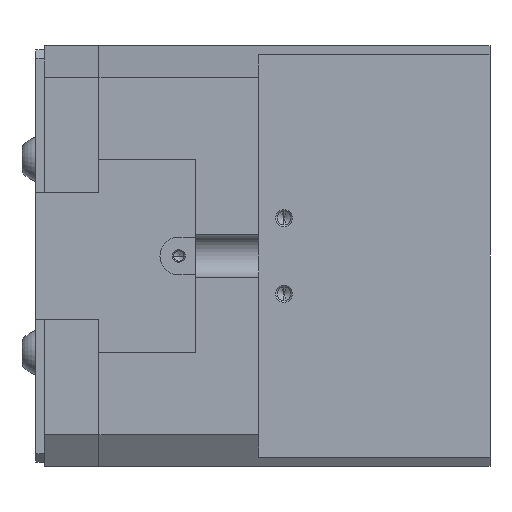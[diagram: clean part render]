
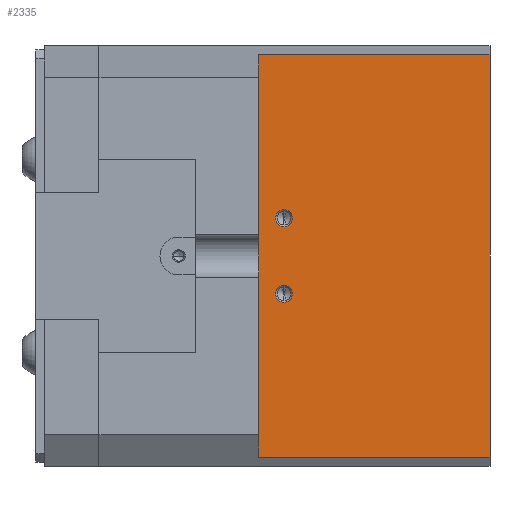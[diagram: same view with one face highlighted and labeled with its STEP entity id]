
A CAD part, left-side view. The second image highlights one B-rep face of the part: STEP entity #2335.
In plain terms, the highlighted planar face has unit normal (-1, 0, 0).
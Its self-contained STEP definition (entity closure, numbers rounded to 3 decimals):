
#2281 = VERTEX_POINT( '', #6687 );
#2335 = ADVANCED_FACE( '', ( #6747, #6748, #6749 ), #6750, .F. );
#2785 = EDGE_CURVE( '', #6551, #6433, #7242, .T. );
#3157 = VERTEX_POINT( '', #7661 );
#3299 = EDGE_CURVE( '', #4547, #6423, #7820, .T. );
#3575 = VERTEX_POINT( '', #8125 );
#3589 = VERTEX_POINT( '', #8141 );
#3777 = VERTEX_POINT( '', #8354 );
#4167 = EDGE_CURVE( '', #3777, #3575, #8776, .T. );
#4327 = EDGE_CURVE( '', #3157, #2281, #8954, .T. );
#4547 = VERTEX_POINT( '', #9200 );
#4731 = EDGE_CURVE( '', #2281, #4547, #9413, .T. );
#4889 = EDGE_CURVE( '', #6423, #3589, #9583, .T. );
#4943 = EDGE_CURVE( '', #3575, #3777, #9641, .T. );
#5915 = EDGE_CURVE( '', #6433, #6551, #10746, .T. );
#6403 = EDGE_CURVE( '', #3157, #3589, #11279, .T. );
#6423 = VERTEX_POINT( '', #11301 );
#6433 = VERTEX_POINT( '', #11313 );
#6551 = VERTEX_POINT( '', #11450 );
#6687 = CARTESIAN_POINT( '', ( -80., 55., 47.859 ) );
#6747 = FACE_BOUND( '', #11719, .T. );
#6748 = FACE_BOUND( '', #11720, .T. );
#6749 = FACE_OUTER_BOUND( '', #11721, .T. );
#6750 = PLANE( '', #11722 );
#7242 = CIRCLE( '', #12472, 2. );
#7661 = CARTESIAN_POINT( '', ( -80., 0., 47.859 ) );
#7820 = LINE( '', #13270, #13271 );
#8125 = CARTESIAN_POINT( '', ( -80., 49., 7. ) );
#8141 = CARTESIAN_POINT( '', ( -80., 0., -47.859 ) );
#8354 = CARTESIAN_POINT( '', ( -80., 49., 11. ) );
#8776 = CIRCLE( '', #14658, 2. );
#8954 = LINE( '', #14935, #14936 );
#9200 = CARTESIAN_POINT( '', ( -80., 55., 0. ) );
#9413 = LINE( '', #15597, #15598 );
#9583 = LINE( '', #15831, #15832 );
#9641 = CIRCLE( '', #15926, 2. );
#10746 = CIRCLE( '', #17493, 2. );
#11279 = LINE( '', #18254, #18255 );
#11301 = CARTESIAN_POINT( '', ( -80., 55., -47.859 ) );
#11313 = CARTESIAN_POINT( '', ( -80., 49., -7. ) );
#11450 = CARTESIAN_POINT( '', ( -80., 49., -11. ) );
#11719 = EDGE_LOOP( '', ( #18742, #18743 ) );
#11720 = EDGE_LOOP( '', ( #18744, #18745 ) );
#11721 = EDGE_LOOP( '', ( #18746, #18747, #18748, #18749, #18750 ) );
#11722 = AXIS2_PLACEMENT_3D( '', #18751, #18752, #18753 );
#12472 = AXIS2_PLACEMENT_3D( '', #19262, #19263, #19264 );
#13270 = CARTESIAN_POINT( '', ( -80., 55., 60. ) );
#13271 = VECTOR( '', #19939, 1. );
#14658 = AXIS2_PLACEMENT_3D( '', #20967, #20968, #20969 );
#14935 = CARTESIAN_POINT( '', ( -80., 0., 47.859 ) );
#14936 = VECTOR( '', #21173, 1. );
#15597 = CARTESIAN_POINT( '', ( -80., 55., 60. ) );
#15598 = VECTOR( '', #21705, 1. );
#15831 = CARTESIAN_POINT( '', ( -80., 0., -47.859 ) );
#15832 = VECTOR( '', #21867, 1. );
#15926 = AXIS2_PLACEMENT_3D( '', #21926, #21927, #21928 );
#17493 = AXIS2_PLACEMENT_3D( '', #23278, #23279, #23280 );
#18254 = CARTESIAN_POINT( '', ( -80., 0., 55. ) );
#18255 = VECTOR( '', #23846, 1. );
#18742 = ORIENTED_EDGE( '', *, *, #2785, .T. );
#18743 = ORIENTED_EDGE( '', *, *, #5915, .T. );
#18744 = ORIENTED_EDGE( '', *, *, #4943, .T. );
#18745 = ORIENTED_EDGE( '', *, *, #4167, .T. );
#18746 = ORIENTED_EDGE( '', *, *, #3299, .T. );
#18747 = ORIENTED_EDGE( '', *, *, #4889, .T. );
#18748 = ORIENTED_EDGE( '', *, *, #6403, .F. );
#18749 = ORIENTED_EDGE( '', *, *, #4327, .T. );
#18750 = ORIENTED_EDGE( '', *, *, #4731, .T. );
#18751 = CARTESIAN_POINT( '', ( -80., 0., 60. ) );
#18752 = DIRECTION( '', ( 1., 0., 0. ) );
#18753 = DIRECTION( '', ( 0., -1., 0. ) );
#19262 = CARTESIAN_POINT( '', ( -80., 49., -9. ) );
#19263 = DIRECTION( '', ( 1., 0., 0. ) );
#19264 = DIRECTION( '', ( 0., 0., -1. ) );
#19939 = DIRECTION( '', ( 0., 0., -1. ) );
#20967 = CARTESIAN_POINT( '', ( -80., 49., 9. ) );
#20968 = DIRECTION( '', ( 1., 0., 0. ) );
#20969 = DIRECTION( '', ( 0., 0., -1. ) );
#21173 = DIRECTION( '', ( 0., 1., 0. ) );
#21705 = DIRECTION( '', ( 0., 0., -1. ) );
#21867 = DIRECTION( '', ( 0., -1., 0. ) );
#21926 = CARTESIAN_POINT( '', ( -80., 49., 9. ) );
#21927 = DIRECTION( '', ( 1., 0., 0. ) );
#21928 = DIRECTION( '', ( 0., 0., -1. ) );
#23278 = CARTESIAN_POINT( '', ( -80., 49., -9. ) );
#23279 = DIRECTION( '', ( 1., 0., 0. ) );
#23280 = DIRECTION( '', ( 0., 0., -1. ) );
#23846 = DIRECTION( '', ( 0., 0., -1. ) );
